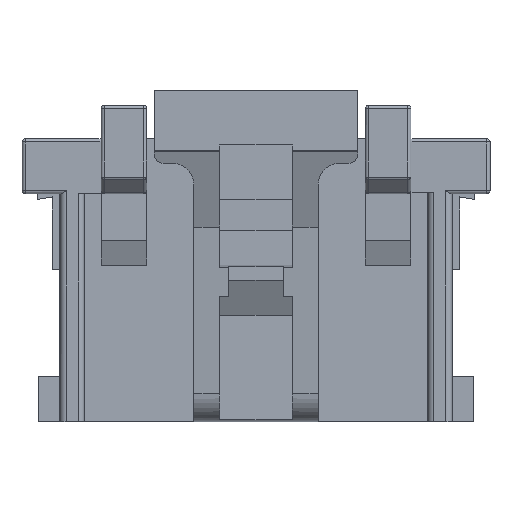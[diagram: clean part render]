
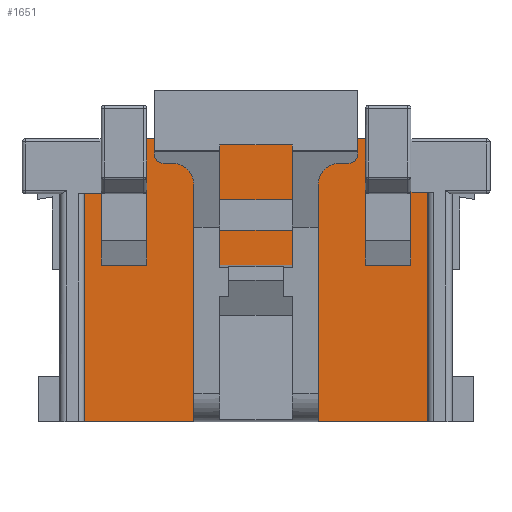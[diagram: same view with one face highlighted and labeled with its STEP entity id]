
A CAD part, top view. The second image highlights one B-rep face of the part: STEP entity #1651.
In plain terms, the highlighted planar face has unit normal (0, 0, 1).
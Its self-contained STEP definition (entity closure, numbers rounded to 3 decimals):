
#336=CARTESIAN_POINT('',(-3.202,8.273,1.623));
#337=VERTEX_POINT('',#336);
#344=CARTESIAN_POINT('',(3.202,8.273,1.623));
#345=VERTEX_POINT('',#344);
#346=CARTESIAN_POINT('',(-3.202,8.273,1.623));
#347=DIRECTION('',(1.,0.,0.));
#348=VECTOR('',#347,6.405);
#349=LINE('',#346,#348);
#350=EDGE_CURVE('',#337,#345,#349,.T.);
#1441=CARTESIAN_POINT('',(0.,4.136,1.623));
#1442=DIRECTION('',(0.,-1.,0.));
#1443=DIRECTION('',(-0.,0.,1.));
#1444=AXIS2_PLACEMENT_3D('',#1441,#1443,#1442);
#1445=PLANE('',#1444);
#1446=CARTESIAN_POINT('',(4.537,4.581,1.623));
#1447=VERTEX_POINT('',#1446);
#1448=CARTESIAN_POINT('',(3.202,4.581,1.623));
#1449=VERTEX_POINT('',#1448);
#1450=CARTESIAN_POINT('',(4.537,4.581,1.623));
#1451=DIRECTION('',(-1.,0.,0.));
#1452=VECTOR('',#1451,1.334);
#1453=LINE('',#1450,#1452);
#1454=EDGE_CURVE('',#1447,#1449,#1453,.T.);
#1455=ORIENTED_EDGE('',*,*,#1454,.T.);
#1456=CARTESIAN_POINT('',(3.202,6.672,1.623));
#1457=VERTEX_POINT('',#1456);
#1458=CARTESIAN_POINT('',(3.202,4.581,1.623));
#1459=DIRECTION('',(0.,1.,0.));
#1460=VECTOR('',#1459,2.09);
#1461=LINE('',#1458,#1460);
#1462=EDGE_CURVE('',#1449,#1457,#1461,.T.);
#1463=ORIENTED_EDGE('',*,*,#1462,.T.);
#1464=CARTESIAN_POINT('',(3.291,6.672,1.623));
#1465=VERTEX_POINT('',#1464);
#1466=CARTESIAN_POINT('',(3.202,6.672,1.623));
#1467=DIRECTION('',(1.,0.,0.));
#1468=VECTOR('',#1467,0.089);
#1469=LINE('',#1466,#1468);
#1470=EDGE_CURVE('',#1457,#1465,#1469,.T.);
#1471=ORIENTED_EDGE('',*,*,#1470,.T.);
#1472=CARTESIAN_POINT('',(3.202,6.761,1.623));
#1473=VERTEX_POINT('',#1472);
#1474=CARTESIAN_POINT('',(3.291,6.761,1.623));
#1475=DIRECTION('',(0.,-1.,0.));
#1476=DIRECTION('',(0.,0.,-1.));
#1477=AXIS2_PLACEMENT_3D('',#1474,#1476,#1475);
#1478=CIRCLE('',#1477,0.089);
#1479=EDGE_CURVE('',#1465,#1473,#1478,.T.);
#1480=ORIENTED_EDGE('',*,*,#1479,.T.);
#1481=CARTESIAN_POINT('',(3.202,6.761,1.623));
#1482=DIRECTION('',(0.,1.,0.));
#1483=VECTOR('',#1482,1.512);
#1484=LINE('',#1481,#1483);
#1485=EDGE_CURVE('',#1473,#345,#1484,.T.);
#1486=ORIENTED_EDGE('',*,*,#1485,.T.);
#1487=ORIENTED_EDGE('',*,*,#350,.F.);
#1488=CARTESIAN_POINT('',(-3.202,6.761,1.623));
#1489=VERTEX_POINT('',#1488);
#1490=CARTESIAN_POINT('',(-3.202,8.273,1.623));
#1491=DIRECTION('',(0.,-1.,0.));
#1492=VECTOR('',#1491,1.512);
#1493=LINE('',#1490,#1492);
#1494=EDGE_CURVE('',#337,#1489,#1493,.T.);
#1495=ORIENTED_EDGE('',*,*,#1494,.T.);
#1496=CARTESIAN_POINT('',(-3.291,6.672,1.623));
#1497=VERTEX_POINT('',#1496);
#1498=CARTESIAN_POINT('',(-3.291,6.761,1.623));
#1499=DIRECTION('',(1.,0.,0.));
#1500=DIRECTION('',(0.,0.,-1.));
#1501=AXIS2_PLACEMENT_3D('',#1498,#1500,#1499);
#1502=CIRCLE('',#1501,0.089);
#1503=EDGE_CURVE('',#1489,#1497,#1502,.T.);
#1504=ORIENTED_EDGE('',*,*,#1503,.T.);
#1505=CARTESIAN_POINT('',(-3.202,6.672,1.623));
#1506=VERTEX_POINT('',#1505);
#1507=CARTESIAN_POINT('',(-3.291,6.672,1.623));
#1508=DIRECTION('',(1.,0.,0.));
#1509=VECTOR('',#1508,0.089);
#1510=LINE('',#1507,#1509);
#1511=EDGE_CURVE('',#1497,#1506,#1510,.T.);
#1512=ORIENTED_EDGE('',*,*,#1511,.T.);
#1513=CARTESIAN_POINT('',(-3.202,4.581,1.623));
#1514=VERTEX_POINT('',#1513);
#1515=CARTESIAN_POINT('',(-3.202,6.672,1.623));
#1516=DIRECTION('',(0.,-1.,0.));
#1517=VECTOR('',#1516,2.09);
#1518=LINE('',#1515,#1517);
#1519=EDGE_CURVE('',#1506,#1514,#1518,.T.);
#1520=ORIENTED_EDGE('',*,*,#1519,.T.);
#1521=CARTESIAN_POINT('',(-4.537,4.581,1.623));
#1522=VERTEX_POINT('',#1521);
#1523=CARTESIAN_POINT('',(-3.202,4.581,1.623));
#1524=DIRECTION('',(-1.,0.,0.));
#1525=VECTOR('',#1524,1.334);
#1526=LINE('',#1523,#1525);
#1527=EDGE_CURVE('',#1514,#1522,#1526,.T.);
#1528=ORIENTED_EDGE('',*,*,#1527,.T.);
#1529=CARTESIAN_POINT('',(-4.537,6.672,1.623));
#1530=VERTEX_POINT('',#1529);
#1531=CARTESIAN_POINT('',(-4.537,4.581,1.623));
#1532=DIRECTION('',(0.,1.,0.));
#1533=VECTOR('',#1532,2.09);
#1534=LINE('',#1531,#1533);
#1535=EDGE_CURVE('',#1522,#1530,#1534,.T.);
#1536=ORIENTED_EDGE('',*,*,#1535,.T.);
#1537=CARTESIAN_POINT('',(-5.026,6.672,1.623));
#1538=VERTEX_POINT('',#1537);
#1539=CARTESIAN_POINT('',(-4.537,6.672,1.623));
#1540=DIRECTION('',(-1.,0.,0.));
#1541=VECTOR('',#1540,0.489);
#1542=LINE('',#1539,#1541);
#1543=EDGE_CURVE('',#1530,#1538,#1542,.T.);
#1544=ORIENTED_EDGE('',*,*,#1543,.T.);
#1545=CARTESIAN_POINT('',(-5.026,0.,1.623));
#1546=VERTEX_POINT('',#1545);
#1547=CARTESIAN_POINT('',(-5.026,6.672,1.623));
#1548=DIRECTION('',(0.,-1.,0.));
#1549=VECTOR('',#1548,6.672);
#1550=LINE('',#1547,#1549);
#1551=EDGE_CURVE('',#1538,#1546,#1550,.T.);
#1552=ORIENTED_EDGE('',*,*,#1551,.T.);
#1553=CARTESIAN_POINT('',(-1.824,0.,1.623));
#1554=VERTEX_POINT('',#1553);
#1555=CARTESIAN_POINT('',(-5.026,0.,1.623));
#1556=DIRECTION('',(1.,0.,0.));
#1557=VECTOR('',#1556,3.202);
#1558=LINE('',#1555,#1557);
#1559=EDGE_CURVE('',#1546,#1554,#1558,.T.);
#1560=ORIENTED_EDGE('',*,*,#1559,.T.);
#1561=CARTESIAN_POINT('',(-1.824,1.156,1.623));
#1562=VERTEX_POINT('',#1561);
#1563=CARTESIAN_POINT('',(-1.824,0.,1.623));
#1564=DIRECTION('',(0.,1.,0.));
#1565=VECTOR('',#1564,1.156);
#1566=LINE('',#1563,#1565);
#1567=EDGE_CURVE('',#1554,#1562,#1566,.T.);
#1568=ORIENTED_EDGE('',*,*,#1567,.T.);
#1569=CARTESIAN_POINT('',(1.824,1.156,1.623));
#1570=VERTEX_POINT('',#1569);
#1571=CARTESIAN_POINT('',(-1.824,1.156,1.623));
#1572=DIRECTION('',(1.,0.,0.));
#1573=VECTOR('',#1572,3.647);
#1574=LINE('',#1571,#1573);
#1575=EDGE_CURVE('',#1562,#1570,#1574,.T.);
#1576=ORIENTED_EDGE('',*,*,#1575,.T.);
#1577=CARTESIAN_POINT('',(1.824,0.,1.623));
#1578=VERTEX_POINT('',#1577);
#1579=CARTESIAN_POINT('',(1.824,1.156,1.623));
#1580=DIRECTION('',(0.,-1.,0.));
#1581=VECTOR('',#1580,1.156);
#1582=LINE('',#1579,#1581);
#1583=EDGE_CURVE('',#1570,#1578,#1582,.T.);
#1584=ORIENTED_EDGE('',*,*,#1583,.T.);
#1585=CARTESIAN_POINT('',(5.026,0.,1.623));
#1586=VERTEX_POINT('',#1585);
#1587=CARTESIAN_POINT('',(1.824,0.,1.623));
#1588=DIRECTION('',(1.,0.,0.));
#1589=VECTOR('',#1588,3.202);
#1590=LINE('',#1587,#1589);
#1591=EDGE_CURVE('',#1578,#1586,#1590,.T.);
#1592=ORIENTED_EDGE('',*,*,#1591,.T.);
#1593=CARTESIAN_POINT('',(5.026,6.716,1.623));
#1594=VERTEX_POINT('',#1593);
#1595=CARTESIAN_POINT('',(5.026,0.,1.623));
#1596=DIRECTION('',(0.,1.,0.));
#1597=VECTOR('',#1596,6.716);
#1598=LINE('',#1595,#1597);
#1599=EDGE_CURVE('',#1586,#1594,#1598,.T.);
#1600=ORIENTED_EDGE('',*,*,#1599,.T.);
#1601=CARTESIAN_POINT('',(4.537,6.716,1.623));
#1602=VERTEX_POINT('',#1601);
#1603=CARTESIAN_POINT('',(5.026,6.716,1.623));
#1604=DIRECTION('',(-1.,0.,0.));
#1605=VECTOR('',#1604,0.489);
#1606=LINE('',#1603,#1605);
#1607=EDGE_CURVE('',#1594,#1602,#1606,.T.);
#1608=ORIENTED_EDGE('',*,*,#1607,.T.);
#1609=CARTESIAN_POINT('',(4.537,6.716,1.623));
#1610=DIRECTION('',(0.,-1.,0.));
#1611=VECTOR('',#1610,2.135);
#1612=LINE('',#1609,#1611);
#1613=EDGE_CURVE('',#1602,#1447,#1612,.T.);
#1614=ORIENTED_EDGE('',*,*,#1613,.T.);
#1615=EDGE_LOOP('',(#1455,#1463,#1471,#1480,#1486,#1487,#1495,#1504,#1512,#1520,#1528,#1536,#1544,#1552,#1560,#1568,#1576,#1584,#1592,#1600,#1608,#1614));
#1616=FACE_OUTER_BOUND('',#1615,.T.);
#1617=CARTESIAN_POINT('',(1.067,6.494,1.623));
#1618=VERTEX_POINT('',#1617);
#1619=CARTESIAN_POINT('',(1.067,5.604,1.623));
#1620=VERTEX_POINT('',#1619);
#1621=CARTESIAN_POINT('',(1.067,6.494,1.623));
#1622=DIRECTION('',(0.,-1.,0.));
#1623=VECTOR('',#1622,0.89);
#1624=LINE('',#1621,#1623);
#1625=EDGE_CURVE('',#1618,#1620,#1624,.T.);
#1626=ORIENTED_EDGE('',*,*,#1625,.T.);
#1627=CARTESIAN_POINT('',(-1.067,5.604,1.623));
#1628=VERTEX_POINT('',#1627);
#1629=CARTESIAN_POINT('',(1.067,5.604,1.623));
#1630=DIRECTION('',(-1.,0.,0.));
#1631=VECTOR('',#1630,2.135);
#1632=LINE('',#1629,#1631);
#1633=EDGE_CURVE('',#1620,#1628,#1632,.T.);
#1634=ORIENTED_EDGE('',*,*,#1633,.T.);
#1635=CARTESIAN_POINT('',(-1.067,6.494,1.623));
#1636=VERTEX_POINT('',#1635);
#1637=CARTESIAN_POINT('',(-1.067,5.604,1.623));
#1638=DIRECTION('',(0.,1.,0.));
#1639=VECTOR('',#1638,0.89);
#1640=LINE('',#1637,#1639);
#1641=EDGE_CURVE('',#1628,#1636,#1640,.T.);
#1642=ORIENTED_EDGE('',*,*,#1641,.T.);
#1643=CARTESIAN_POINT('',(-1.067,6.494,1.623));
#1644=DIRECTION('',(1.,0.,0.));
#1645=VECTOR('',#1644,2.135);
#1646=LINE('',#1643,#1645);
#1647=EDGE_CURVE('',#1636,#1618,#1646,.T.);
#1648=ORIENTED_EDGE('',*,*,#1647,.T.);
#1649=EDGE_LOOP('',(#1626,#1634,#1642,#1648));
#1650=FACE_BOUND('',#1649,.T.);
#1651=ADVANCED_FACE('',(#1616,#1650),#1445,.T.);
